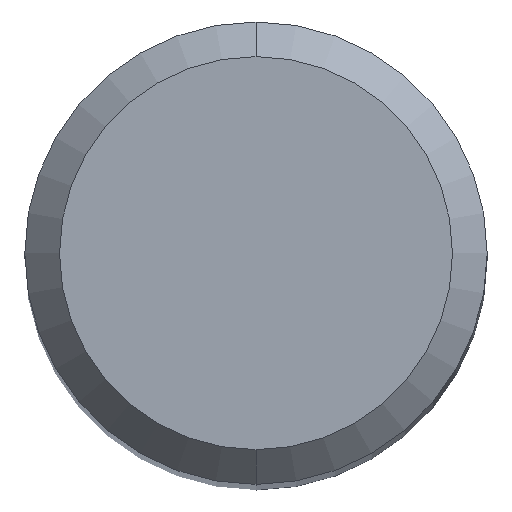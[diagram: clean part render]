
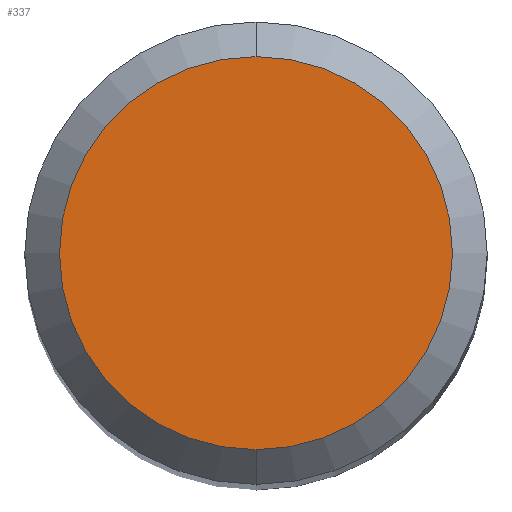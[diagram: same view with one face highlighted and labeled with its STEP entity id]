
A CAD part, top view. The second image highlights one B-rep face of the part: STEP entity #337.
In plain terms, the highlighted planar face has unit normal (0, 0, 1).
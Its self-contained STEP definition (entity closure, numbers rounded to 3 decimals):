
#275=VERTEX_POINT('',#638);
#279=VERTEX_POINT('',#642);
#337=ADVANCED_FACE('',(#706),#707,.T.);
#401=EDGE_CURVE('',#279,#275,#780,.T.);
#405=EDGE_CURVE('',#275,#279,#784,.T.);
#638=CARTESIAN_POINT('',(0.0,1.7,0.0));
#642=CARTESIAN_POINT('',(0.,-1.7,0.0));
#706=FACE_OUTER_BOUND('',#1222,.T.);
#707=PLANE('',#1223);
#780=CIRCLE('',#1340,1.7);
#784=CIRCLE('',#1346,1.7);
#1222=EDGE_LOOP('',(#1804,#1805));
#1223=AXIS2_PLACEMENT_3D('',#1806,#1807,#1808);
#1340=AXIS2_PLACEMENT_3D('',#1899,#1900,#1901);
#1346=AXIS2_PLACEMENT_3D('',#1905,#1906,#1907);
#1804=ORIENTED_EDGE('',*,*,#405,.F.);
#1805=ORIENTED_EDGE('',*,*,#401,.F.);
#1806=CARTESIAN_POINT('',(0.0,0.85,0.0));
#1807=DIRECTION('',(-0.0,0.0,1.0));
#1808=DIRECTION('',(0.0,-1.0,0.0));
#1899=CARTESIAN_POINT('',(0.0,0.0,0.0));
#1900=DIRECTION('',(0.0,0.0,-1.0));
#1901=DIRECTION('',(0.0,1.0,0.0));
#1905=CARTESIAN_POINT('',(0.0,0.0,0.0));
#1906=DIRECTION('',(0.0,0.0,-1.0));
#1907=DIRECTION('',(0.0,1.0,0.0));
